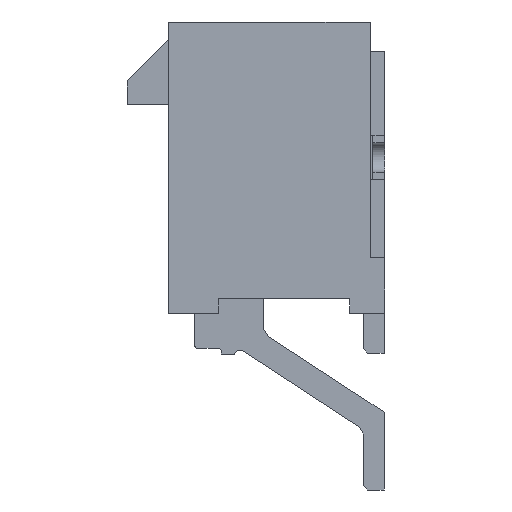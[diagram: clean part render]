
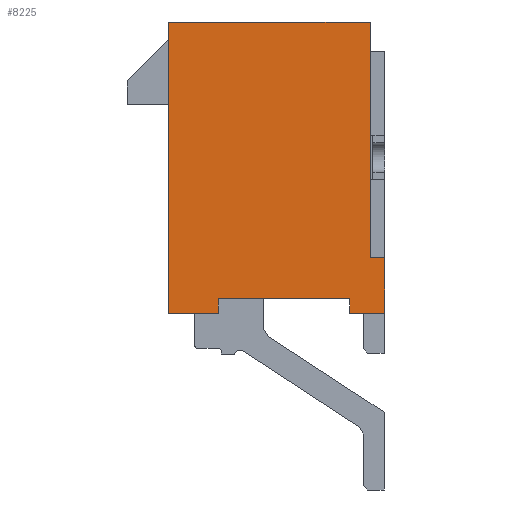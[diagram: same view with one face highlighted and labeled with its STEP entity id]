
A CAD part, front view. The second image highlights one B-rep face of the part: STEP entity #8225.
In plain terms, the highlighted planar face has unit normal (0, -1, 0).
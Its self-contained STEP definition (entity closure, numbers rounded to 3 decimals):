
#1248=ORIENTED_EDGE('',*,*,#3334,.F.);
#1249=ORIENTED_EDGE('',*,*,#3355,.T.);
#1250=ORIENTED_EDGE('',*,*,#3207,.T.);
#1251=ORIENTED_EDGE('',*,*,#3356,.T.);
#1252=ORIENTED_EDGE('',*,*,#3339,.F.);
#1253=ORIENTED_EDGE('',*,*,#3357,.T.);
#1254=ORIENTED_EDGE('',*,*,#3358,.T.);
#1255=ORIENTED_EDGE('',*,*,#2641,.F.);
#1256=ORIENTED_EDGE('',*,*,#2770,.F.);
#1257=ORIENTED_EDGE('',*,*,#3359,.F.);
#2641=EDGE_CURVE('',#3836,#3837,#4630,.T.);
#2770=EDGE_CURVE('',#3952,#3836,#4759,.T.);
#3207=EDGE_CURVE('',#4295,#4294,#5132,.T.);
#3334=EDGE_CURVE('',#4351,#4352,#5259,.T.);
#3339=EDGE_CURVE('',#4355,#4356,#5264,.T.);
#3355=EDGE_CURVE('',#4351,#4295,#5280,.T.);
#3356=EDGE_CURVE('',#4294,#4356,#5281,.T.);
#3357=EDGE_CURVE('',#4355,#4367,#5282,.T.);
#3358=EDGE_CURVE('',#4367,#3837,#5283,.T.);
#3359=EDGE_CURVE('',#4352,#3952,#5284,.T.);
#3836=VERTEX_POINT('',#11225);
#3837=VERTEX_POINT('',#11227);
#3952=VERTEX_POINT('',#11477);
#4294=VERTEX_POINT('',#12340);
#4295=VERTEX_POINT('',#12342);
#4351=VERTEX_POINT('',#12572);
#4352=VERTEX_POINT('',#12574);
#4355=VERTEX_POINT('',#12582);
#4356=VERTEX_POINT('',#12584);
#4367=VERTEX_POINT('',#12616);
#4630=LINE('',#11226,#5741);
#4759=LINE('',#11478,#5870);
#5132=LINE('',#12341,#6243);
#5259=LINE('',#12573,#6370);
#5264=LINE('',#12583,#6375);
#5280=LINE('',#12613,#6391);
#5281=LINE('',#12614,#6392);
#5282=LINE('',#12615,#6393);
#5283=LINE('',#12617,#6394);
#5284=LINE('',#12618,#6395);
#5741=VECTOR('',#9076,1000.);
#5870=VECTOR('',#9219,1000.);
#6243=VECTOR('',#9888,1000.);
#6370=VECTOR('',#10111,1000.);
#6375=VECTOR('',#10118,1000.);
#6391=VECTOR('',#10140,1000.);
#6392=VECTOR('',#10141,1000.);
#6393=VECTOR('',#10142,1000.);
#6394=VECTOR('',#10143,1000.);
#6395=VECTOR('',#10144,1000.);
#6995=EDGE_LOOP('',(#1248,#1249,#1250,#1251,#1252,#1253,#1254,#1255,#1256,
#1257));
#7438=FACE_BOUND('',#6995,.T.);
#7829=PLANE('',#8744);
#8225=ADVANCED_FACE('',(#7438),#7829,.F.);
#8744=AXIS2_PLACEMENT_3D('',#12612,#10138,#10139);
#9076=DIRECTION('',(0.,0.,-1.));
#9219=DIRECTION('',(1.,0.,0.));
#9888=DIRECTION('',(1.,0.,0.));
#10111=DIRECTION('',(-1.,0.,0.));
#10118=DIRECTION('',(-1.,0.,0.));
#10138=DIRECTION('',(0.,1.,0.));
#10139=DIRECTION('',(0.,0.,1.));
#10140=DIRECTION('',(0.,0.,1.));
#10141=DIRECTION('',(0.,0.,-1.));
#10142=DIRECTION('',(0.,0.,1.));
#10143=DIRECTION('',(-1.,0.,0.));
#10144=DIRECTION('',(0.,0.,1.));
#11225=CARTESIAN_POINT('',(3.43,-13.85,4.95));
#11226=CARTESIAN_POINT('',(3.43,-13.85,4.95));
#11227=CARTESIAN_POINT('',(3.43,-13.85,-3.05));
#11477=CARTESIAN_POINT('',(-3.43,-13.85,4.95));
#11478=CARTESIAN_POINT('',(-3.43,-13.85,4.95));
#12340=CARTESIAN_POINT('',(2.73,-13.85,-4.45));
#12341=CARTESIAN_POINT('',(-2.73,-13.85,-4.45));
#12342=CARTESIAN_POINT('',(-1.73,-13.85,-4.45));
#12572=CARTESIAN_POINT('',(-1.73,-13.85,-4.95));
#12573=CARTESIAN_POINT('',(3.43,-13.85,-4.95));
#12574=CARTESIAN_POINT('',(-3.43,-13.85,-4.95));
#12582=CARTESIAN_POINT('',(3.93,-13.85,-4.95));
#12583=CARTESIAN_POINT('',(3.43,-13.85,-4.95));
#12584=CARTESIAN_POINT('',(2.73,-13.85,-4.95));
#12612=CARTESIAN_POINT('',(0.,-13.85,0.));
#12613=CARTESIAN_POINT('',(-1.73,-13.85,-4.95));
#12614=CARTESIAN_POINT('',(2.73,-13.85,-4.45));
#12615=CARTESIAN_POINT('',(3.93,-13.85,-4.95));
#12616=CARTESIAN_POINT('',(3.93,-13.85,-3.05));
#12617=CARTESIAN_POINT('',(3.93,-13.85,-3.05));
#12618=CARTESIAN_POINT('',(-3.43,-13.85,-4.95));
